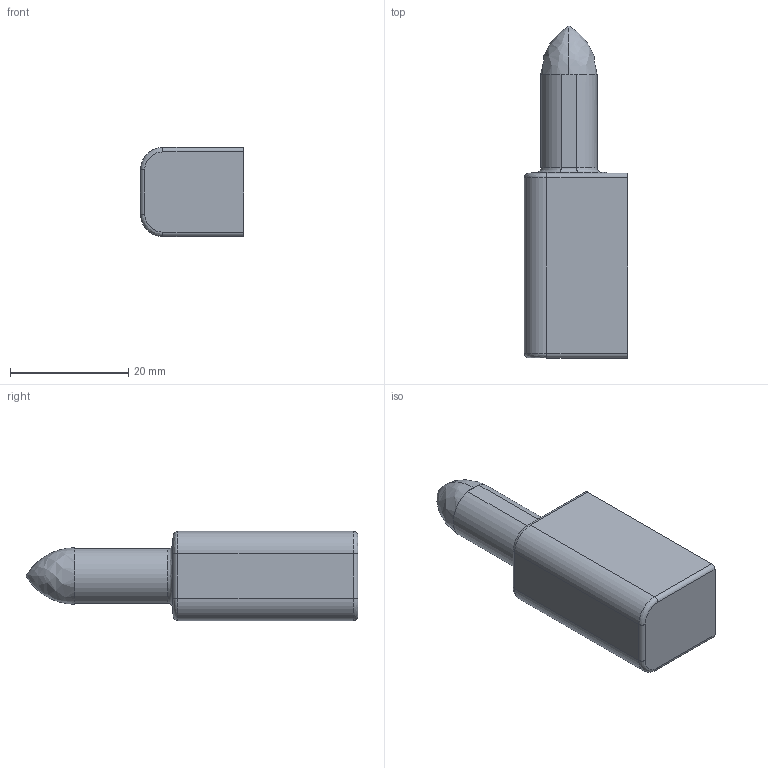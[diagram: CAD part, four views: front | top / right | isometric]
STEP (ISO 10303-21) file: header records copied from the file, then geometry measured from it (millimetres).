
FILE_DESCRIPTION (( 'STEP AP214' ), '1' );
FILE_NAME ('P0000009440.STEP', '2025-11-04T09:38:21', ( 'Microsoft' ), ( 'Microsoft' ), 'SwSTEP 2.0', 'SolidWorks 2025', '' );
FILE_SCHEMA (( 'AUTOMOTIVE_DESIGN' ));
Length unit declared in the file: millimetre
Products named in the file (1): P0000009440
Bounding box: 17.48 x 56.14 x 15.09 mm (x, y, z)
Volume: 9081.8 mm3; surface area: 3410.3 mm2
Topology: 1 solids, 1 shells, 40 faces, 89 edges, 53 vertices
Faces by surface type: cylinder 18, plane 13, bspline 9
Entity records: 1429 total; most frequent: CARTESIAN_POINT 554, DIRECTION 180, ORIENTED_EDGE 174, EDGE_CURVE 87, AXIS2_PLACEMENT_3D 72, VERTEX_POINT 53, EDGE_LOOP 44, FACE_OUTER_BOUND 40
